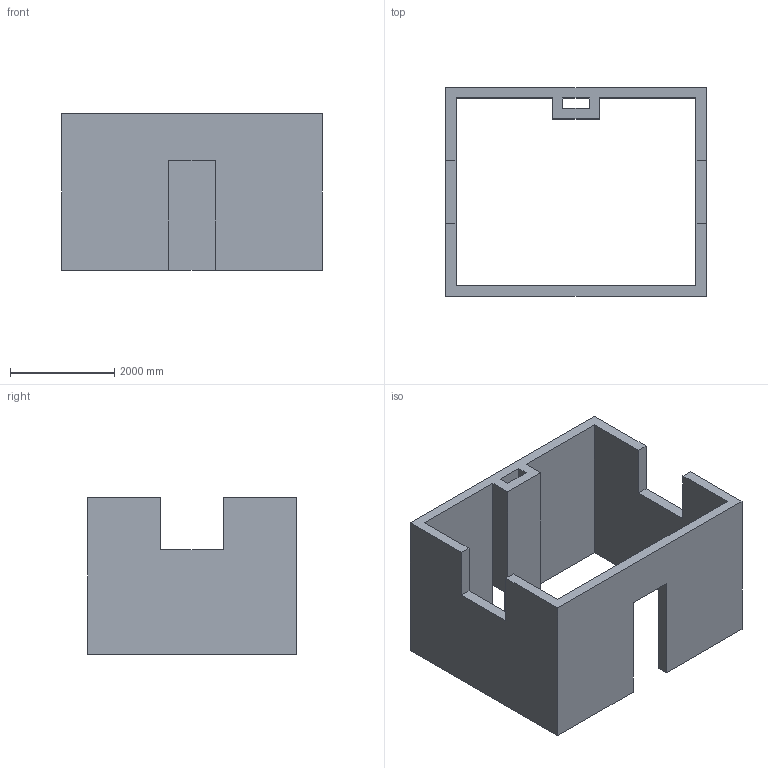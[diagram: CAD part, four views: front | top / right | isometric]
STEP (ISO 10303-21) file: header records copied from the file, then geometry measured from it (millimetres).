
FILE_DESCRIPTION(('Open CASCADE Model'),'2;1');
FILE_NAME('Open CASCADE Shape Model','2025-11-25T20:09:58',('Author'),( 'Open CASCADE'),'Open CASCADE STEP processor 7.8','Open CASCADE 7.8' ,'Unknown');
FILE_SCHEMA(('AUTOMOTIVE_DESIGN { 1 0 10303 214 1 1 1 1 }'));
Length unit declared in the file: millimetre
Products named in the file (1): Open CASCADE STEP translator 7.8 14
Bounding box: 5000 x 4000 x 3000 mm (x, y, z)
Volume: 10032000000 mm3; surface area: 109300000 mm2
Topology: 1 solids, 1 shells, 34 faces, 100 edges, 66 vertices
Faces by surface type: plane 34
Entity records: 2362 total; most frequent: CARTESIAN_POINT 465, DIRECTION 306, LINE 236, VECTOR 236, ORIENTED_EDGE 200, PCURVE 200, DEFINITIONAL_REPRESENTATION 200, EDGE_CURVE 100
